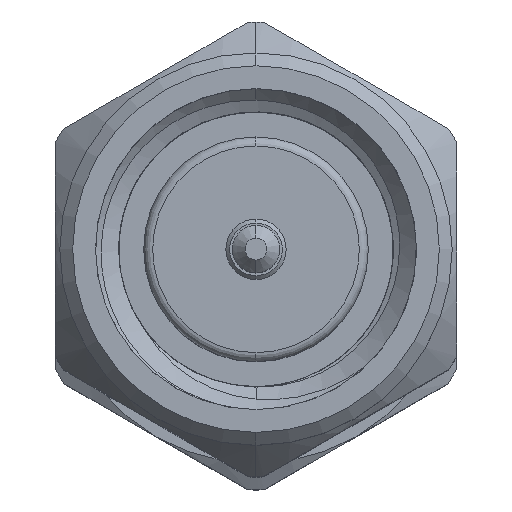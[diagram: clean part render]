
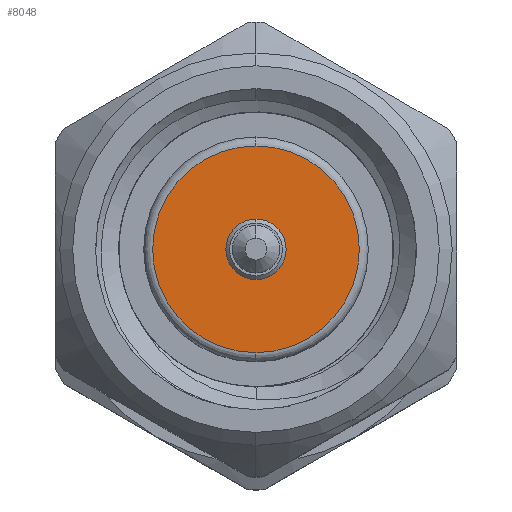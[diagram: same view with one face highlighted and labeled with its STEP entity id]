
A CAD part, top view. The second image highlights one B-rep face of the part: STEP entity #8048.
In plain terms, the highlighted face is planar.
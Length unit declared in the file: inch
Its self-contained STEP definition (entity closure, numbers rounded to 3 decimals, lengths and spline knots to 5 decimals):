
#14 = FACE_BOUND ( 'NONE', #389, .T. ) ;
#247 = CARTESIAN_POINT ( 'NONE',  ( 0.1, 0., 0. ) ) ;
#284 = CARTESIAN_POINT ( 'NONE',  ( 0.1, 0., 0. ) ) ;
#389 = EDGE_LOOP ( 'NONE', ( #13240, #6058 ) ) ;
#769 = DIRECTION ( 'NONE',  ( 0., 0., 1. ) ) ;
#795 = CARTESIAN_POINT ( 'NONE',  ( 0.1, 0., 0. ) ) ;
#825 = VERTEX_POINT ( 'NONE', #4376 ) ;
#1046 = VERTEX_POINT ( 'NONE', #2231 ) ;
#1280 = DIRECTION ( 'NONE',  ( 0., 0., -1. ) ) ;
#2231 = CARTESIAN_POINT ( 'NONE',  ( 0.1, 0., -0.0235 ) ) ;
#2474 = AXIS2_PLACEMENT_3D ( 'NONE', #795, #6979, #4998 ) ;
#2848 = CARTESIAN_POINT ( 'NONE',  ( 0.1, 0., 0. ) ) ;
#2983 = DIRECTION ( 'NONE',  ( -1., 0., 0. ) ) ;
#2989 = AXIS2_PLACEMENT_3D ( 'NONE', #2848, #2983, #8144 ) ;
#3533 = CARTESIAN_POINT ( 'NONE',  ( 0.1, 0., -0.0805 ) ) ;
#4122 = VERTEX_POINT ( 'NONE', #3533 ) ;
#4376 = CARTESIAN_POINT ( 'NONE',  ( 0.1, 0., 0.0805 ) ) ;
#4740 = EDGE_CURVE ( 'NONE', #4122, #825, #9139, .T. ) ;
#4844 = ORIENTED_EDGE ( 'NONE', *, *, #4740, .T. ) ;
#4998 = DIRECTION ( 'NONE',  ( 0., 0., 1. ) ) ;
#5255 = VERTEX_POINT ( 'NONE', #13217 ) ;
#5469 = AXIS2_PLACEMENT_3D ( 'NONE', #247, #9587, #1280 ) ;
#6058 = ORIENTED_EDGE ( 'NONE', *, *, #6332, .F. ) ;
#6332 = EDGE_CURVE ( 'NONE', #1046, #5255, #8406, .T. ) ;
#6406 = DIRECTION ( 'NONE',  ( 0., 0., -1. ) ) ;
#6760 = ORIENTED_EDGE ( 'NONE', *, *, #12447, .T. ) ;
#6911 = AXIS2_PLACEMENT_3D ( 'NONE', #284, #10736, #6406 ) ;
#6979 = DIRECTION ( 'NONE',  ( -1., 0., 0. ) ) ;
#7291 = EDGE_LOOP ( 'NONE', ( #4844, #6760 ) ) ;
#8048 = ADVANCED_FACE ( 'NONE', ( #14, #9220 ), #13402, .F. ) ;
#8144 = DIRECTION ( 'NONE',  ( 0., 0., -1. ) ) ;
#8287 = CIRCLE ( 'NONE', #12232, 0.0235 ) ;
#8406 = CIRCLE ( 'NONE', #2474, 0.0235 ) ;
#9139 = CIRCLE ( 'NONE', #2989, 0.0805 ) ;
#9220 = FACE_OUTER_BOUND ( 'NONE', #7291, .T. ) ;
#9587 = DIRECTION ( 'NONE',  ( -1., 0., 0. ) ) ;
#10111 = DIRECTION ( 'NONE',  ( -1., 0., 0. ) ) ;
#10736 = DIRECTION ( 'NONE',  ( 1., 0., 0. ) ) ;
#10763 = EDGE_CURVE ( 'NONE', #5255, #1046, #8287, .T. ) ;
#11380 = CIRCLE ( 'NONE', #5469, 0.0805 ) ;
#11415 = CARTESIAN_POINT ( 'NONE',  ( 0.1, 0., 0. ) ) ;
#12232 = AXIS2_PLACEMENT_3D ( 'NONE', #11415, #10111, #769 ) ;
#12447 = EDGE_CURVE ( 'NONE', #825, #4122, #11380, .T. ) ;
#13217 = CARTESIAN_POINT ( 'NONE',  ( 0.1, 0., 0.0235 ) ) ;
#13240 = ORIENTED_EDGE ( 'NONE', *, *, #10763, .F. ) ;
#13402 = PLANE ( 'NONE',  #6911 ) ;
